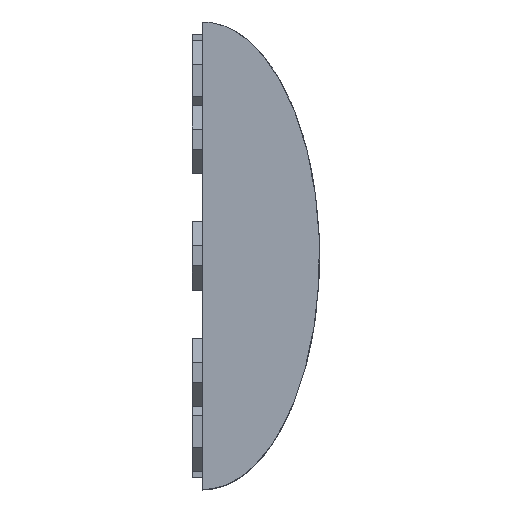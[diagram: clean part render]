
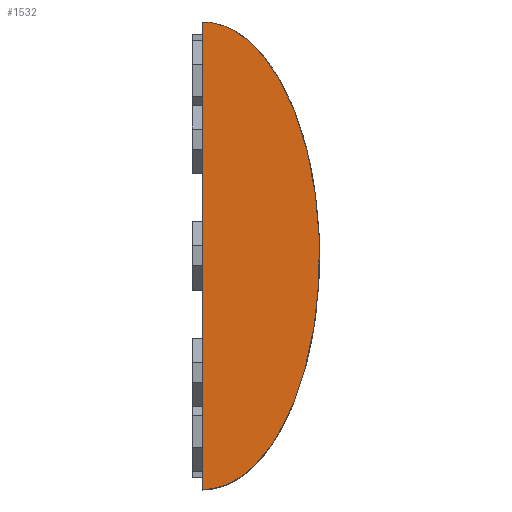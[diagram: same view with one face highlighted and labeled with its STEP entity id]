
A CAD part, top view. The second image highlights one B-rep face of the part: STEP entity #1532.
In plain terms, the highlighted planar face has unit normal (0, 0, 1).
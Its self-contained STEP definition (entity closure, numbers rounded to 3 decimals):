
#16=ELLIPSE('',#1640,40.,20.);
#151=FACE_OUTER_BOUND('',#251,.T.);
#251=EDGE_LOOP('',(#1381,#1382));
#434=LINE('',#2627,#616);
#616=VECTOR('',#2015,10.);
#756=VERTEX_POINT('',#2620);
#757=VERTEX_POINT('',#2622);
#963=EDGE_CURVE('',#757,#756,#16,.T.);
#966=EDGE_CURVE('',#756,#757,#434,.T.);
#1381=ORIENTED_EDGE('',*,*,#966,.T.);
#1382=ORIENTED_EDGE('',*,*,#963,.T.);
#1452=PLANE('',#1642);
#1532=ADVANCED_FACE('',(#151),#1452,.T.);
#1640=AXIS2_PLACEMENT_3D('',#2623,#2009,#2010);
#1642=AXIS2_PLACEMENT_3D('',#2628,#2016,#2017);
#2009=DIRECTION('center_axis',(0.,0.,1.));
#2010=DIRECTION('ref_axis',(0.,-1.,0.));
#2015=DIRECTION('',(0.,-1.,0.));
#2016=DIRECTION('center_axis',(0.,0.,1.));
#2017=DIRECTION('ref_axis',(1.,0.,0.));
#2620=CARTESIAN_POINT('',(0.,40.,40.));
#2622=CARTESIAN_POINT('',(0.,-40.,40.));
#2623=CARTESIAN_POINT('Origin',(0.,0.,40.));
#2627=CARTESIAN_POINT('',(0.,40.,40.));
#2628=CARTESIAN_POINT('Origin',(10.,0.,40.));
